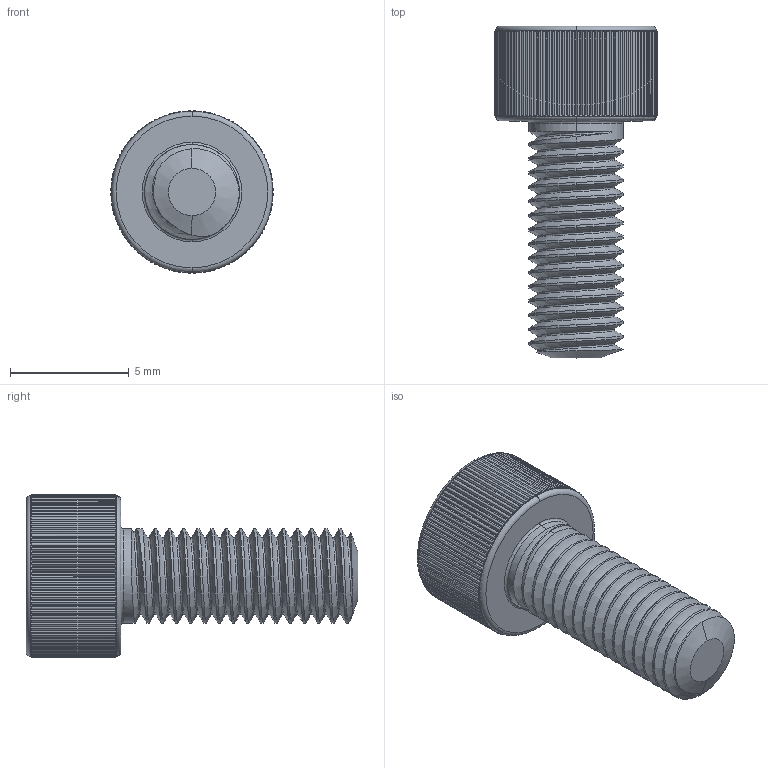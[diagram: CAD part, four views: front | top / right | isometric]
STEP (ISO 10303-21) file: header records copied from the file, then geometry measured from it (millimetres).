
FILE_DESCRIPTION(('STEP AP214'),'2;1');
FILE_NAME('Open CASCADE Shape Model','2025-06-19T19:03:19',(''),(''), 'Open CASCADE STEP processor 7.6','SolidWorks 2015','Unknown');
FILE_SCHEMA(('AUTOMOTIVE_DESIGN_CC2 { 1 2 10303 214 -1 1 5 4 }'));
Length unit declared in the file: millimetre
Products named in the file (1): M4 CUP HEAD SCREW
Bounding box: 6.85 x 14 x 6.85 mm (x, y, z)
Volume: 225.8 mm3; surface area: 389.5 mm2
Topology: 1 solids, 1 shells, 1186 faces, 2799 edges, 1611 vertices
Faces by surface type: plane 610, cylinder 352, bspline 204, torus 12, sphere 6, cone 2
Entity records: 40670 total; most frequent: CARTESIAN_POINT 16842, ORIENTED_EDGE 5586, DIRECTION 4262, EDGE_CURVE 2793, AXIS2_PLACEMENT_3D 1645, VERTEX_POINT 1611, FACE_BOUND 1188, EDGE_LOOP 1188
